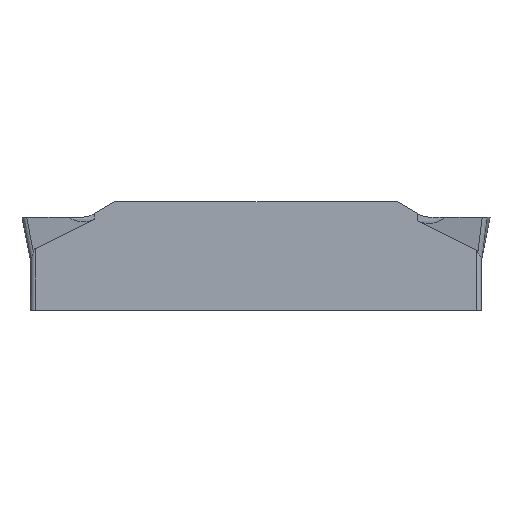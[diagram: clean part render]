
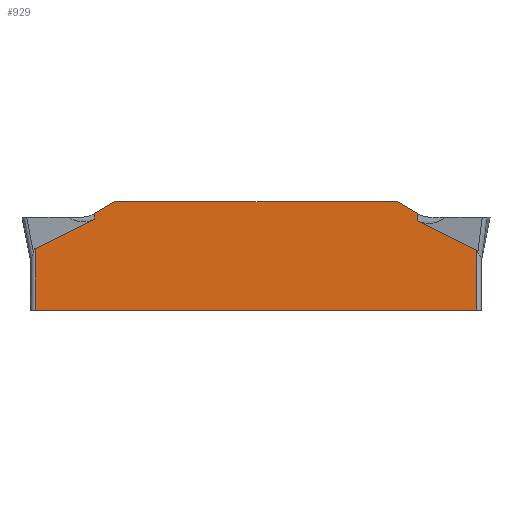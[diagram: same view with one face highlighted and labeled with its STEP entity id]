
A CAD part, left-side view. The second image highlights one B-rep face of the part: STEP entity #929.
In plain terms, the highlighted planar face has unit normal (-1, 0, 0).
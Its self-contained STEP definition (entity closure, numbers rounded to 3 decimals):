
#22=DIRECTION('',(0.,-1.,0.));
#23=VECTOR('',#22,20.);
#24=CARTESIAN_POINT('',(-0.8,20.5,-4.23));
#25=LINE('',#24,#23);
#69=DIRECTION('',(0.,-0.866,-0.5));
#70=VECTOR('',#69,1.08);
#71=CARTESIAN_POINT('',(-0.8,4.112,0.7));
#72=LINE('',#71,#70);
#76=DIRECTION('',(0.,-0.895,-0.445));
#77=VECTOR('',#76,2.99);
#78=CARTESIAN_POINT('',(-0.8,3.177,-0.169));
#79=LINE('',#78,#77);
#83=DIRECTION('',(0.,-0.866,0.5));
#84=VECTOR('',#83,1.08);
#85=CARTESIAN_POINT('',(-0.8,17.823,0.16));
#86=LINE('',#85,#84);
#104=DIRECTION('',(0.,1.,0.));
#105=VECTOR('',#104,12.775);
#106=CARTESIAN_POINT('',(-0.8,4.112,0.7));
#107=LINE('',#106,#105);
#231=DIRECTION('',(0.,0.,1.));
#232=VECTOR('',#231,2.73);
#233=CARTESIAN_POINT('',(-0.8,0.5,-4.23));
#234=LINE('',#233,#232);
#383=DIRECTION('',(0.,0.,1.));
#384=VECTOR('',#383,0.329);
#385=CARTESIAN_POINT('',(-0.8,3.177,-0.169));
#386=LINE('',#385,#384);
#473=DIRECTION('',(0.,0.,-1.));
#474=VECTOR('',#473,0.259);
#475=CARTESIAN_POINT('',(-0.8,17.823,0.16));
#476=LINE('',#475,#474);
#526=DIRECTION('',(0.,0.895,-0.445));
#527=VECTOR('',#526,2.99);
#528=CARTESIAN_POINT('',(-0.8,17.823,-0.099));
#529=LINE('',#528,#527);
#556=DIRECTION('',(0.,0.,-1.));
#557=VECTOR('',#556,2.8);
#558=CARTESIAN_POINT('',(-0.8,20.5,-1.43));
#559=LINE('',#558,#557);
#769=CARTESIAN_POINT('',(-0.8,20.5,-4.23));
#770=CARTESIAN_POINT('',(-0.8,0.5,-4.23));
#771=VERTEX_POINT('',#769);
#772=VERTEX_POINT('',#770);
#785=CARTESIAN_POINT('',(-0.8,4.112,0.7));
#786=CARTESIAN_POINT('',(-0.8,16.888,0.7));
#787=VERTEX_POINT('',#785);
#788=VERTEX_POINT('',#786);
#789=CARTESIAN_POINT('',(-0.8,3.177,0.16));
#790=VERTEX_POINT('',#789);
#791=CARTESIAN_POINT('',(-0.8,3.177,-0.169));
#792=VERTEX_POINT('',#791);
#793=CARTESIAN_POINT('',(-0.8,0.5,-1.5));
#794=VERTEX_POINT('',#793);
#795=CARTESIAN_POINT('',(-0.8,20.5,-1.43));
#796=VERTEX_POINT('',#795);
#797=CARTESIAN_POINT('',(-0.8,17.823,-0.099));
#798=VERTEX_POINT('',#797);
#799=CARTESIAN_POINT('',(-0.8,17.823,0.16));
#800=VERTEX_POINT('',#799);
#903=CARTESIAN_POINT('',(-0.8,0.5,0.7));
#904=DIRECTION('',(1.,0.,0.));
#905=DIRECTION('',(0.,1.,0.));
#906=AXIS2_PLACEMENT_3D('',#903,#904,#905);
#907=PLANE('',#906);
#909=ORIENTED_EDGE('',*,*,#908,.F.);
#911=ORIENTED_EDGE('',*,*,#910,.T.);
#913=ORIENTED_EDGE('',*,*,#912,.F.);
#915=ORIENTED_EDGE('',*,*,#914,.T.);
#917=ORIENTED_EDGE('',*,*,#916,.F.);
#918=ORIENTED_EDGE('',*,*,#872,.F.);
#920=ORIENTED_EDGE('',*,*,#919,.F.);
#922=ORIENTED_EDGE('',*,*,#921,.F.);
#924=ORIENTED_EDGE('',*,*,#923,.F.);
#926=ORIENTED_EDGE('',*,*,#925,.T.);
#927=EDGE_LOOP('',(#909,#911,#913,#915,#917,#918,#920,#922,#924,#926));
#928=FACE_OUTER_BOUND('',#927,.F.);
#872=EDGE_CURVE('',#771,#772,#25,.T.);
#908=EDGE_CURVE('',#787,#788,#107,.T.);
#910=EDGE_CURVE('',#787,#790,#72,.T.);
#912=EDGE_CURVE('',#792,#790,#386,.T.);
#914=EDGE_CURVE('',#792,#794,#79,.T.);
#916=EDGE_CURVE('',#772,#794,#234,.T.);
#919=EDGE_CURVE('',#796,#771,#559,.T.);
#921=EDGE_CURVE('',#798,#796,#529,.T.);
#923=EDGE_CURVE('',#800,#798,#476,.T.);
#925=EDGE_CURVE('',#800,#788,#86,.T.);
#929=ADVANCED_FACE('',(#928),#907,.F.);
